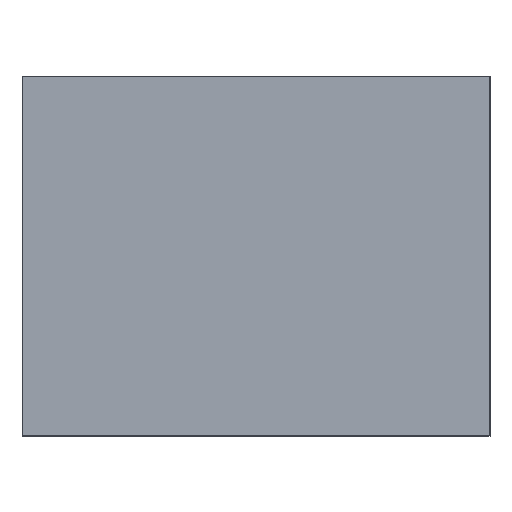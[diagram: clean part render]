
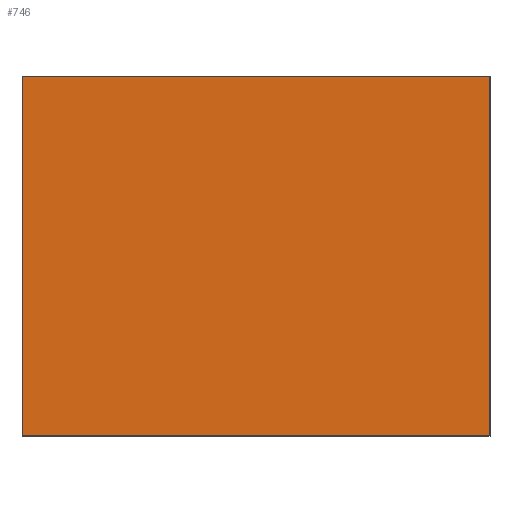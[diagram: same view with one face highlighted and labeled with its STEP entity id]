
A CAD part, left-side view. The second image highlights one B-rep face of the part: STEP entity #746.
In plain terms, the highlighted planar face has unit normal (-1, 0, 0).
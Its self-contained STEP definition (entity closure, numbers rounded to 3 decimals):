
#27 = CARTESIAN_POINT ( 'NONE',  ( -0.5, 0.65, 0.25 ) ) ;
#41 = LINE ( 'NONE', #27, #644 ) ;
#47 = ORIENTED_EDGE ( 'NONE', *, *, #93, .F. ) ;
#52 = DIRECTION ( 'NONE',  ( 0., -1., 0. ) ) ;
#61 = CARTESIAN_POINT ( 'NONE',  ( -0.5, 0.65, -0.25 ) ) ;
#75 = LINE ( 'NONE', #506, #294 ) ;
#93 = EDGE_CURVE ( 'NONE', #328, #457, #41, .T. ) ;
#118 = EDGE_CURVE ( 'NONE', #531, #392, #493, .T. ) ;
#147 = CARTESIAN_POINT ( 'NONE',  ( -0.5, 0.65, 0.25 ) ) ;
#250 = EDGE_CURVE ( 'NONE', #457, #392, #398, .T. ) ;
#258 = ORIENTED_EDGE ( 'NONE', *, *, #687, .T. ) ;
#271 = CARTESIAN_POINT ( 'NONE',  ( -0.5, 0.65, 0.25 ) ) ;
#281 = CARTESIAN_POINT ( 'NONE',  ( -0.5, 0., 0.25 ) ) ;
#284 = CARTESIAN_POINT ( 'NONE',  ( -0.5, 0., -0.25 ) ) ;
#294 = VECTOR ( 'NONE', #492, 1000. ) ;
#302 = DIRECTION ( 'NONE',  ( 0., 0., 1. ) ) ;
#328 = VERTEX_POINT ( 'NONE', #61 ) ;
#392 = VERTEX_POINT ( 'NONE', #281 ) ;
#398 = LINE ( 'NONE', #271, #843 ) ;
#423 = DIRECTION ( 'NONE',  ( 1., 0., 0. ) ) ;
#457 = VERTEX_POINT ( 'NONE', #502 ) ;
#487 = ORIENTED_EDGE ( 'NONE', *, *, #250, .F. ) ;
#492 = DIRECTION ( 'NONE',  ( 0., -1., 0. ) ) ;
#493 = LINE ( 'NONE', #805, #807 ) ;
#502 = CARTESIAN_POINT ( 'NONE',  ( -0.5, 0.65, 0.25 ) ) ;
#506 = CARTESIAN_POINT ( 'NONE',  ( -0.5, 0.65, -0.25 ) ) ;
#521 = FACE_OUTER_BOUND ( 'NONE', #548, .T. ) ;
#531 = VERTEX_POINT ( 'NONE', #284 ) ;
#548 = EDGE_LOOP ( 'NONE', ( #863, #487, #47, #258 ) ) ;
#644 = VECTOR ( 'NONE', #302, 1000. ) ;
#666 = DIRECTION ( 'NONE',  ( 0., 0., 1. ) ) ;
#672 = AXIS2_PLACEMENT_3D ( 'NONE', #147, #423, #800 ) ;
#687 = EDGE_CURVE ( 'NONE', #328, #531, #75, .T. ) ;
#716 = PLANE ( 'NONE',  #672 ) ;
#746 = ADVANCED_FACE ( 'NONE', ( #521 ), #716, .F. ) ;
#800 = DIRECTION ( 'NONE',  ( 0., 0., -1. ) ) ;
#805 = CARTESIAN_POINT ( 'NONE',  ( -0.5, 0., 0.25 ) ) ;
#807 = VECTOR ( 'NONE', #666, 1000. ) ;
#843 = VECTOR ( 'NONE', #52, 1000. ) ;
#863 = ORIENTED_EDGE ( 'NONE', *, *, #118, .T. ) ;
